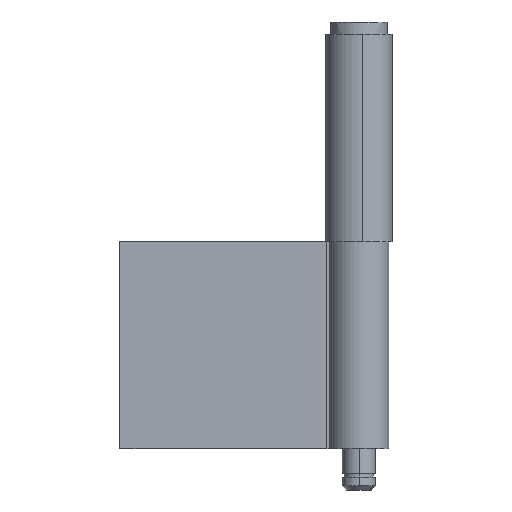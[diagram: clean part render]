
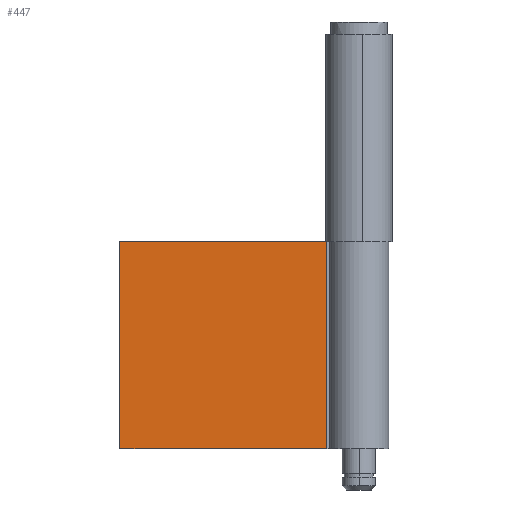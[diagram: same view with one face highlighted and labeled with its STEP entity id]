
A CAD part, front view. The second image highlights one B-rep face of the part: STEP entity #447.
In plain terms, the highlighted free-form (B-spline) face has degree [1, 1] with [2, 2] control points.
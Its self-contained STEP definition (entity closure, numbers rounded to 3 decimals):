
#49=CARTESIAN_POINT('',(-57.7,-1.6,10.0));
#50=VERTEX_POINT('',#49);
#51=CARTESIAN_POINT('',(-7.783,-1.6,10.0));
#52=VERTEX_POINT('',#51);
#53=CARTESIAN_POINT('',(-57.7,-1.6,10.0));
#54=CARTESIAN_POINT('',(-7.783,-1.6,10.0));
#55=QUASI_UNIFORM_CURVE('',1,(#53,#54),.UNSPECIFIED.,.F.,.U.);
#56=EDGE_CURVE('',#50,#52,#55,.T.);
#157=CARTESIAN_POINT('',(-57.7,-1.6,60.0));
#158=VERTEX_POINT('',#157);
#159=CARTESIAN_POINT('',(-7.783,-1.6,60.0));
#160=VERTEX_POINT('',#159);
#161=CARTESIAN_POINT('',(-57.7,-1.6,60.0));
#162=CARTESIAN_POINT('',(-7.783,-1.6,60.0));
#163=QUASI_UNIFORM_CURVE('',1,(#161,#162),.UNSPECIFIED.,.F.,.U.);
#164=EDGE_CURVE('',#158,#160,#163,.T.);
#266=CARTESIAN_POINT('',(-57.7,-1.6,60.0));
#267=CARTESIAN_POINT('',(-57.7,-1.6,10.0));
#268=QUASI_UNIFORM_CURVE('',1,(#266,#267),.UNSPECIFIED.,.F.,.U.);
#269=EDGE_CURVE('',#158,#50,#268,.T.);
#428=CARTESIAN_POINT('',(-7.783,-1.6,60.0));
#429=CARTESIAN_POINT('',(-7.783,-1.6,10.0));
#430=QUASI_UNIFORM_CURVE('',1,(#428,#429),.UNSPECIFIED.,.F.,.U.);
#431=EDGE_CURVE('',#160,#52,#430,.T.);
#436=CARTESIAN_POINT('',(-60.193,-1.6,7.503));
#437=CARTESIAN_POINT('',(-60.193,-1.6,62.498));
#438=CARTESIAN_POINT('',(-5.289,-1.6,7.503));
#439=CARTESIAN_POINT('',(-5.289,-1.6,62.498));
#440=B_SPLINE_SURFACE_WITH_KNOTS('',1,1,((#436,#438),(#437,#439)),.UNSPECIFIED.,.F.,.F.,.U.,(2,2),(2,2),(0.0,54.995),(0.0,54.904),.UNSPECIFIED.);
#441=ORIENTED_EDGE('',*,*,#56,.T.);
#442=ORIENTED_EDGE('',*,*,#431,.F.);
#443=ORIENTED_EDGE('',*,*,#164,.F.);
#444=ORIENTED_EDGE('',*,*,#269,.T.);
#445=EDGE_LOOP('',(#441,#442,#443,#444));
#446=FACE_OUTER_BOUND('',#445,.T.);
#447=ADVANCED_FACE('',(#446),#440,.F.);
